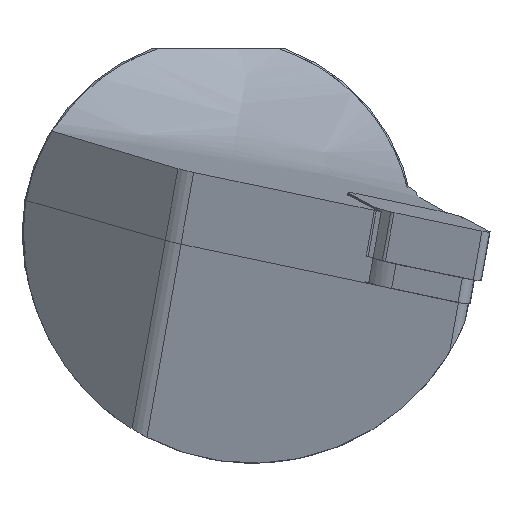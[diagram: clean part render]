
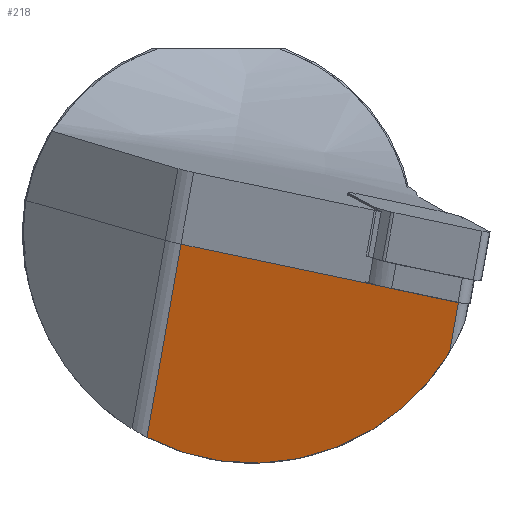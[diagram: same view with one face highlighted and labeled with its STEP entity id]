
A CAD part, left-side view. The second image highlights one B-rep face of the part: STEP entity #218.
In plain terms, the highlighted planar face has unit normal (-0.95, 0.309, -0.047).
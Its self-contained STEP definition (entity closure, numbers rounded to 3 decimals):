
#210=ELLIPSE('',#1168,30.796,29.25);
#218=ADVANCED_FACE('',(#306),#274,.F.);
#274=PLANE('',#1173);
#306=FACE_OUTER_BOUND('',#364,.T.);
#364=EDGE_LOOP('',(#592,#593,#594,#595,#596,#597));
#425=LINE('',#1617,#500);
#426=LINE('',#1619,#501);
#427=LINE('',#1621,#502);
#428=LINE('',#1623,#503);
#429=LINE('',#1625,#504);
#500=VECTOR('',#1296,1.);
#501=VECTOR('',#1299,1.);
#502=VECTOR('',#1300,1.);
#503=VECTOR('',#1301,1.);
#504=VECTOR('',#1302,1.);
#592=ORIENTED_EDGE('',*,*,#989,.F.);
#593=ORIENTED_EDGE('',*,*,#988,.T.);
#594=ORIENTED_EDGE('',*,*,#983,.T.);
#595=ORIENTED_EDGE('',*,*,#990,.F.);
#596=ORIENTED_EDGE('',*,*,#991,.T.);
#597=ORIENTED_EDGE('',*,*,#992,.T.);
#885=VERTEX_POINT('',#1603);
#886=VERTEX_POINT('',#1605);
#889=VERTEX_POINT('',#1615);
#890=VERTEX_POINT('',#1620);
#891=VERTEX_POINT('',#1622);
#892=VERTEX_POINT('',#1624);
#983=EDGE_CURVE('',#886,#885,#210,.T.);
#988=EDGE_CURVE('',#889,#886,#425,.T.);
#989=EDGE_CURVE('',#889,#890,#426,.T.);
#990=EDGE_CURVE('',#891,#885,#427,.T.);
#991=EDGE_CURVE('',#891,#892,#428,.T.);
#992=EDGE_CURVE('',#892,#890,#429,.T.);
#1168=AXIS2_PLACEMENT_3D('',#1604,#1287,#1288);
#1173=AXIS2_PLACEMENT_3D('',#1626,#1303,#1304);
#1287=DIRECTION('',(-0.95,0.309,-0.047));
#1288=DIRECTION('',(-0.313,-0.939,0.142));
#1296=DIRECTION('',(0.105,0.173,-0.979));
#1299=DIRECTION('',(-0.295,-0.935,-0.196));
#1300=DIRECTION('',(0.105,0.173,-0.979));
#1301=DIRECTION('',(0.295,0.935,0.196));
#1302=DIRECTION('',(0.295,0.935,0.196));
#1303=DIRECTION('',(0.95,-0.309,0.047));
#1304=DIRECTION('',(0.31,0.951,0.));
#1603=CARTESIAN_POINT('',(-208.318,-3.051,-15.247));
#1604=CARTESIAN_POINT('',(-200.9,22.012,-0.167));
#1605=CARTESIAN_POINT('',(-195.226,35.506,-26.118));
#1615=CARTESIAN_POINT('',(-197.851,31.17,-1.527));
#1617=CARTESIAN_POINT('',(-250.135,-55.212,488.37));
#1619=CARTESIAN_POINT('',(-197.851,31.17,-1.527));
#1620=CARTESIAN_POINT('',(-205.382,7.284,-6.542));
#1621=CARTESIAN_POINT('',(-261.275,-90.544,480.951));
#1622=CARTESIAN_POINT('',(-208.991,-4.162,-8.945));
#1623=CARTESIAN_POINT('',(-197.851,31.17,-1.527));
#1624=CARTESIAN_POINT('',(-205.88,5.706,-6.874));
#1625=CARTESIAN_POINT('',(-197.851,31.17,-1.527));
#1626=CARTESIAN_POINT('',(-250.135,-55.212,488.37));
